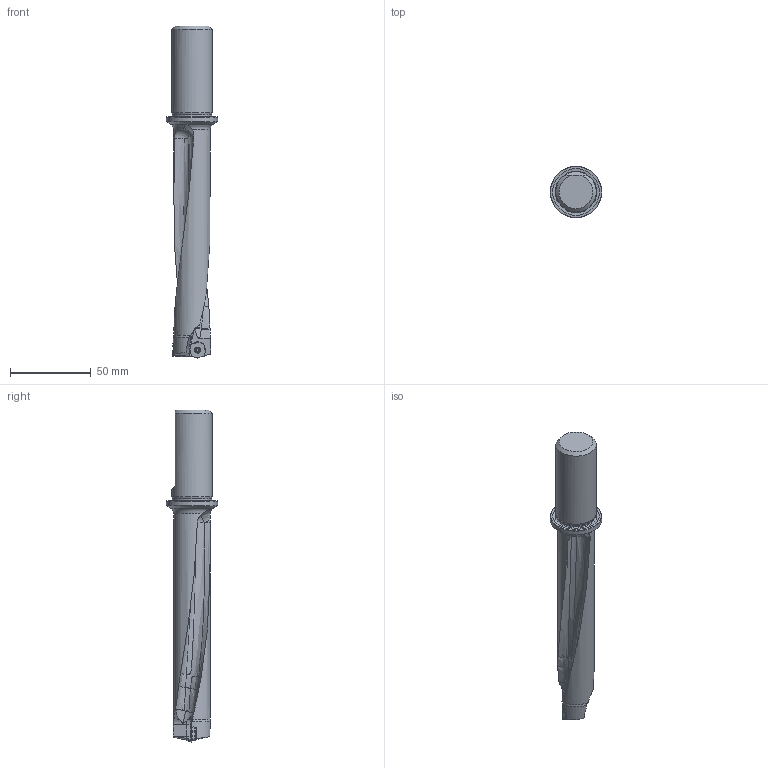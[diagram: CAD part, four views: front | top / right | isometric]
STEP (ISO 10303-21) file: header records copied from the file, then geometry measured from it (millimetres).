
FILE_DESCRIPTION(/* description */ (''),/* implementation_level */ '2;1');
FILE_NAME(/* name */ '7254561.stp',/* time_stamp */ '2024-08-08T18:21:30+06:00',/* author */ (''),/* organization */ (''),/* preprocessor_version */ 'ST-DEVELOPER v16.7',/* originating_system */ 'SIEMENS PLM Software NX 12.0',/* authorisation */ '');
FILE_SCHEMA (('AUTOMOTIVE_DESIGN { 1 0 10303 214 3 1 1 1 }'));
Length unit declared in the file: millimetre
Products named in the file (1): 7254561
Bounding box: 31.9 x 31.9 x 204.99 mm (x, y, z)
Volume: 63332.2 mm3; surface area: 18169.9 mm2
Topology: 5 solids, 5 shells, 311 faces, 926 edges, 697 vertices
Faces by surface type: cylinder 119, plane 103, bspline 35, cone 23, sphere 18, torus 13
Full cylindrical faces by diameter (mm): 2.2 x2, 2.5 x2, 2.8 x2, 3.35 x2, 3.75 x2, 24.284 x1, 25 x1, 31.9 x1
Entity records: 12370 total; most frequent: CARTESIAN_POINT 4067, DIRECTION 1656, ORIENTED_EDGE 1642, EDGE_CURVE 821, AXIS2_PLACEMENT_3D 655, VERTEX_POINT 554, EDGE_LOOP 349, LINE 346
